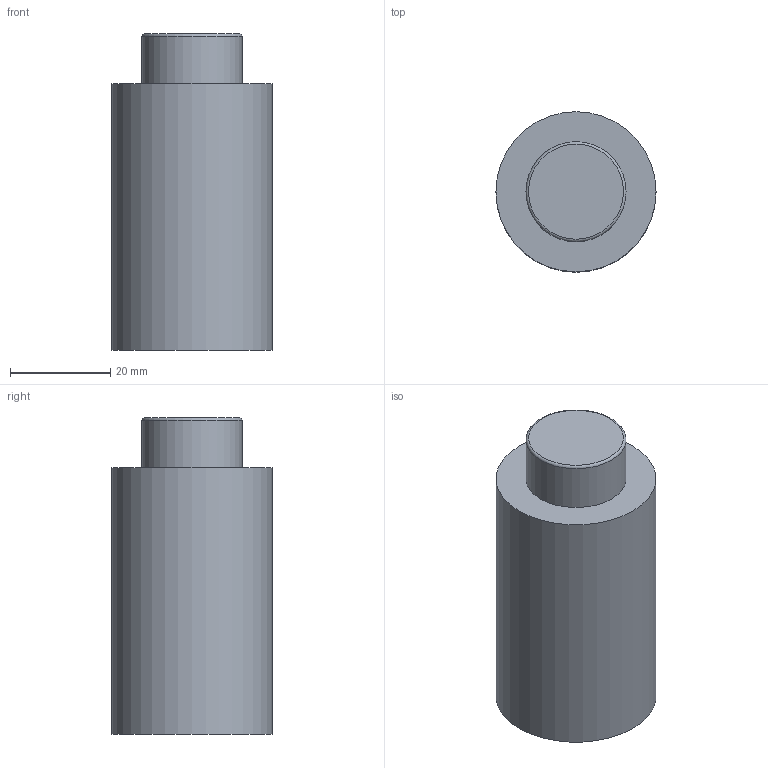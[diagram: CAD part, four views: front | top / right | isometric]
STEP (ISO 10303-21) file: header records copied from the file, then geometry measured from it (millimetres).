
FILE_DESCRIPTION(/* description */ ('Alibre Inc.'),/* implementation_level */ '2;1');
FILE_NAME(/* name */ 'O 750 - 6.stp',/* time_stamp */ '2019-05-22T11:42:59+03:00',/* author */ ('Doğan'),/* organization */ (''),/* preprocessor_version */ 'ST-DEVELOPER v18',/* originating_system */ 'Autodesk Inventor 2020',/* authorisation */ '');
FILE_SCHEMA (('AUTOMOTIVE_DESIGN { 1 0 10303 214 3 1 1 }'));
Length unit declared in the file: millimetre
Products named in the file (1): O 750 - 10
Bounding box: 32 x 32 x 63.2 mm (x, y, z)
Volume: 45580.5 mm3; surface area: 7882.1 mm2
Topology: 1 solids, 1 shells, 12 faces, 26 edges, 20 vertices
Faces by surface type: plane 6, cylinder 5, torus 1
Full cylindrical faces by diameter (mm): 4.134 x2, 4.917 x1, 20 x1, 32 x1
Entity records: 396 total; most frequent: DIRECTION 73, CARTESIAN_POINT 59, ORIENTED_EDGE 52, AXIS2_PLACEMENT_3D 34, EDGE_CURVE 26, CIRCLE 21, VERTEX_POINT 20, EDGE_LOOP 16
